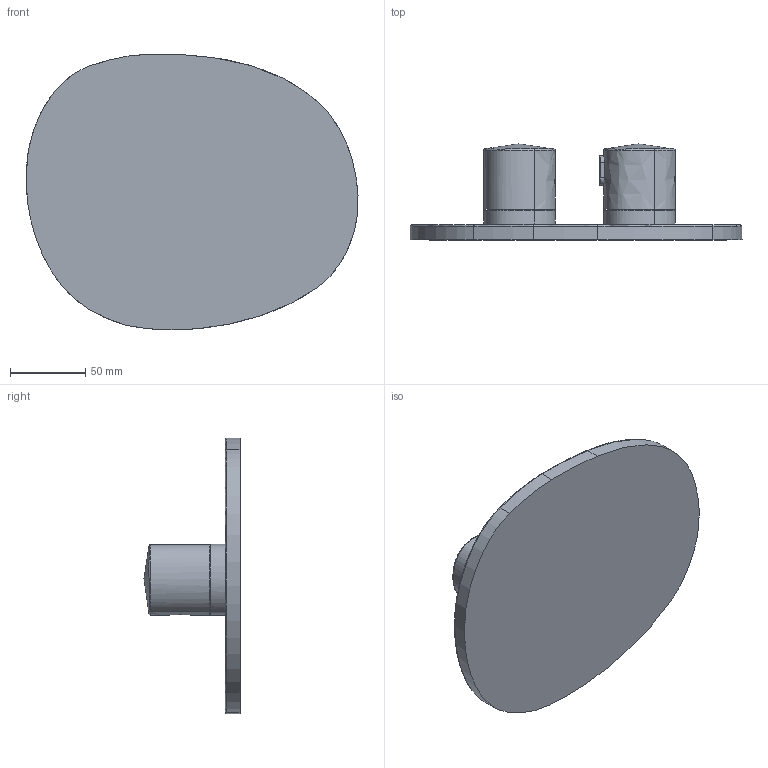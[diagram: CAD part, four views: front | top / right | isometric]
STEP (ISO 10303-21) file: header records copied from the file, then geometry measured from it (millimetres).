
FILE_DESCRIPTION(/* description */ (''),/* implementation_level */ '2;1');
FILE_NAME(/* name */ 'TVS111002000 Gewinde Abdeckung entfernen.step',/* time_stamp */ '2023-02-23T12:04:07+01:00',/* author */ (''),/* organization */ (''),/* preprocessor_version */ 'ST-DEVELOPER v19.2',/* originating_system */ 'Autodesk Translation Framework v11.17.0.187',/* authorisation */ '');
FILE_SCHEMA (('AUTOMOTIVE_DESIGN { 1 0 10303 214 3 1 1 }'));
Length unit declared in the file: millimetre
Products named in the file (9): (Nicht gespeichert); 81T628XXX; 80P20XXXXX; 82T628XXX; 81P20XXXXX; 80N16494; 82P24XXX; 8MB628XXX_ASM; 80W628XXX
Assembly tree (9 placements, depth 3):
  (Nicht gespeichert)
    81T628XXX
    80P20XXXXX
    80N16494  x2
    82T628XXX
    81P20XXXXX
    82P24XXX
    8MB628XXX_ASM
      80W628XXX
Bounding box: 221.29 x 64 x 183.82 mm (x, y, z)
Volume: 398876.7 mm3; surface area: 103646.7 mm2
Topology: 6 solids, 8 shells, 101 faces, 232 edges, 146 vertices
Faces by surface type: bspline 36, plane 32, cylinder 27, torus 4, sphere 2
Full cylindrical faces by diameter (mm): 5.1 x2, 5.2 x2, 37.5 x2
Entity records: 13071 total; most frequent: CARTESIAN_POINT 10818, ORIENTED_EDGE 434, DIRECTION 380, EDGE_CURVE 222, AXIS2_PLACEMENT_3D 141, VERTEX_POINT 140, EDGE_LOOP 103, LINE 98
